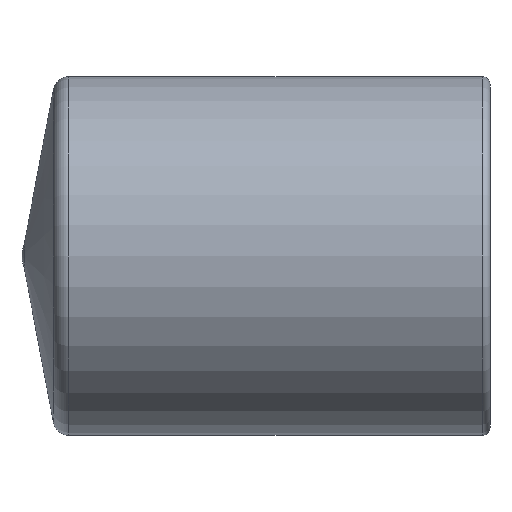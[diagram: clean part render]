
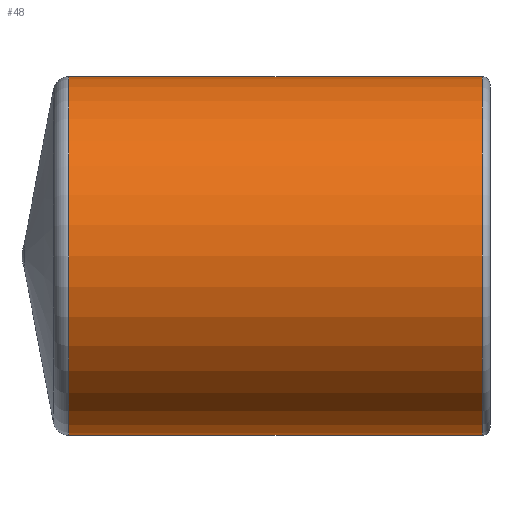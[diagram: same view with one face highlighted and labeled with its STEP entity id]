
A CAD part, left-side view. The second image highlights one B-rep face of the part: STEP entity #48.
In plain terms, the highlighted cylindrical face has radius 11.5 mm (diameter 23 mm), a partial arc.
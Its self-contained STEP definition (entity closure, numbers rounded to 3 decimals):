
#16 = EDGE_CURVE ( 'NONE', #602, #243, #127, .T. ) ;
#28 = DIRECTION ( 'NONE',  ( 0., 0., -1. ) ) ;
#37 = DIRECTION ( 'NONE',  ( 0., -1., 0. ) ) ;
#48 = ADVANCED_FACE ( 'NONE', ( #86 ), #76, .T. ) ;
#76 = CYLINDRICAL_SURFACE ( 'NONE', #84, 11.5 ) ;
#84 = AXIS2_PLACEMENT_3D ( 'NONE', #635, #37, #28 ) ;
#86 = FACE_OUTER_BOUND ( 'NONE', #208, .T. ) ;
#112 = DIRECTION ( 'NONE',  ( 0., 0., -1. ) ) ;
#127 = LINE ( 'NONE', #131, #438 ) ;
#131 = CARTESIAN_POINT ( 'NONE',  ( 0., 9.5, 11.5 ) ) ;
#132 = VECTOR ( 'NONE', #341, 1000. ) ;
#138 = CARTESIAN_POINT ( 'NONE',  ( 0., 9.5, -11.5 ) ) ;
#146 = CARTESIAN_POINT ( 'NONE',  ( 0., 27., -11.5 ) ) ;
#182 = CARTESIAN_POINT ( 'NONE',  ( 0., 27., 11.5 ) ) ;
#187 = VERTEX_POINT ( 'NONE', #146 ) ;
#201 = ORIENTED_EDGE ( 'NONE', *, *, #259, .T. ) ;
#203 = CIRCLE ( 'NONE', #285, 11.5 ) ;
#204 = DIRECTION ( 'NONE',  ( 0., 1., 0. ) ) ;
#208 = EDGE_LOOP ( 'NONE', ( #513, #201, #449, #500 ) ) ;
#212 = CARTESIAN_POINT ( 'NONE',  ( 0., 0.5, 11.5 ) ) ;
#213 = VERTEX_POINT ( 'NONE', #596 ) ;
#237 = EDGE_CURVE ( 'NONE', #213, #243, #486, .T. ) ;
#243 = VERTEX_POINT ( 'NONE', #212 ) ;
#255 = CARTESIAN_POINT ( 'NONE',  ( 0., 27., 0. ) ) ;
#259 = EDGE_CURVE ( 'NONE', #602, #187, #203, .T. ) ;
#275 = AXIS2_PLACEMENT_3D ( 'NONE', #499, #204, #112 ) ;
#285 = AXIS2_PLACEMENT_3D ( 'NONE', #255, #559, #508 ) ;
#338 = LINE ( 'NONE', #138, #132 ) ;
#341 = DIRECTION ( 'NONE',  ( 0., -1., 0. ) ) ;
#438 = VECTOR ( 'NONE', #522, 1000. ) ;
#449 = ORIENTED_EDGE ( 'NONE', *, *, #624, .T. ) ;
#486 = CIRCLE ( 'NONE', #275, 11.5 ) ;
#499 = CARTESIAN_POINT ( 'NONE',  ( 0., 0.5, 0. ) ) ;
#500 = ORIENTED_EDGE ( 'NONE', *, *, #237, .T. ) ;
#508 = DIRECTION ( 'NONE',  ( 0., 0., -1. ) ) ;
#513 = ORIENTED_EDGE ( 'NONE', *, *, #16, .F. ) ;
#522 = DIRECTION ( 'NONE',  ( 0., -1., 0. ) ) ;
#559 = DIRECTION ( 'NONE',  ( 0., -1., 0. ) ) ;
#596 = CARTESIAN_POINT ( 'NONE',  ( 0., 0.5, -11.5 ) ) ;
#602 = VERTEX_POINT ( 'NONE', #182 ) ;
#624 = EDGE_CURVE ( 'NONE', #187, #213, #338, .T. ) ;
#635 = CARTESIAN_POINT ( 'NONE',  ( 0., 9.5, 0. ) ) ;
